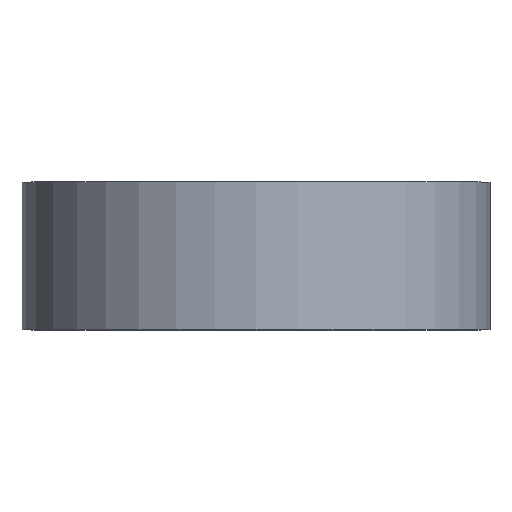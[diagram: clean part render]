
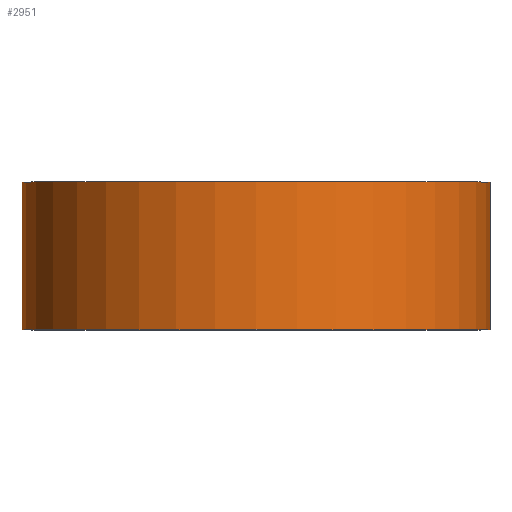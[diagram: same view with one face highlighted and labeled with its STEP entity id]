
A CAD part, top view. The second image highlights one B-rep face of the part: STEP entity #2951.
In plain terms, the highlighted cylindrical face has radius 19 mm (diameter 38 mm), a full revolution.
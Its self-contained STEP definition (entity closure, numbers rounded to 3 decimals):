
#189=FACE_OUTER_BOUND('',#350,.T.);
#350=EDGE_LOOP('',(#2629,#2630,#2631,#2632));
#373=CIRCLE('',#3109,19.);
#376=CIRCLE('',#3121,19.);
#818=LINE('',#13727,#956);
#956=VECTOR('',#3594,19.);
#1261=VERTEX_POINT('',#9801);
#1264=VERTEX_POINT('',#13726);
#1697=EDGE_CURVE('',#1261,#1261,#373,.T.);
#1725=EDGE_CURVE('',#1261,#1264,#818,.T.);
#1726=EDGE_CURVE('',#1264,#1264,#376,.T.);
#2629=ORIENTED_EDGE('',*,*,#1697,.F.);
#2630=ORIENTED_EDGE('',*,*,#1725,.T.);
#2631=ORIENTED_EDGE('',*,*,#1726,.T.);
#2632=ORIENTED_EDGE('',*,*,#1725,.F.);
#2796=CYLINDRICAL_SURFACE('',#3120,19.);
#2951=ADVANCED_FACE('',(#189),#2796,.T.);
#3109=AXIS2_PLACEMENT_3D('',#9802,#3569,#3570);
#3120=AXIS2_PLACEMENT_3D('',#13725,#3592,#3593);
#3121=AXIS2_PLACEMENT_3D('',#13728,#3595,#3596);
#3569=DIRECTION('center_axis',(0.,1.,0.));
#3570=DIRECTION('ref_axis',(1.,0.,0.));
#3592=DIRECTION('center_axis',(0.,1.,0.));
#3593=DIRECTION('ref_axis',(1.,0.,0.));
#3594=DIRECTION('',(0.,-1.,0.));
#3595=DIRECTION('center_axis',(0.,1.,0.));
#3596=DIRECTION('ref_axis',(1.,0.,0.));
#9801=CARTESIAN_POINT('',(-19.,12.,0.));
#9802=CARTESIAN_POINT('Origin',(0.,12.,0.));
#13725=CARTESIAN_POINT('Origin',(0.,0.,0.));
#13726=CARTESIAN_POINT('',(-19.,0.,0.));
#13727=CARTESIAN_POINT('',(-19.,0.,0.));
#13728=CARTESIAN_POINT('Origin',(0.,0.,0.));
